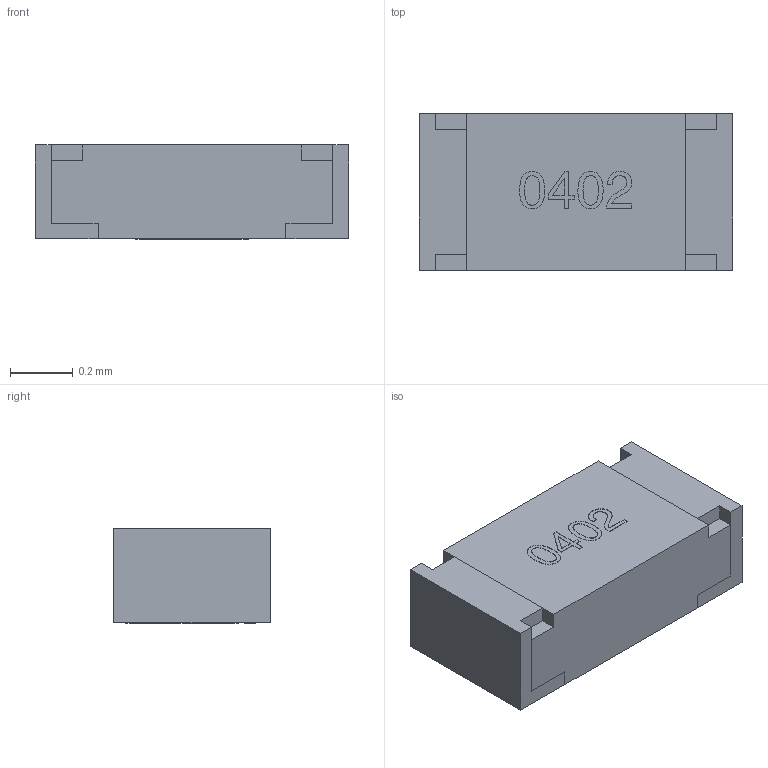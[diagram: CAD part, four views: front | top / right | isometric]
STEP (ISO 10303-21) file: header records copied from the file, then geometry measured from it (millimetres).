
FILE_DESCRIPTION (( 'STEP AP214' ), '1' );
FILE_NAME ('R 0402.STEP', '2016-07-16T07:18:01', ( 'KAI' ), ( '55kai.me' ), 'SwSTEP 2.0', 'SolidWorks 2015', '' );
FILE_SCHEMA (( 'AUTOMOTIVE_DESIGN' ));
Length unit declared in the file: millimetre
Products named in the file (3): R 0402; LOGOԲ
Assembly tree (2 placements, depth 2):
  R 0402
    R 0402
    LOGOԲ
Bounding box: 1 x 0.5 x 0.3 mm (x, y, z)
Volume: 0.1 mm3; surface area: 3 mm2
Topology: 17 solids, 17 shells, 193 faces, 456 edges, 304 vertices
Faces by surface type: plane 124, bspline 53, cylinder 16
Entity records: 9078 total; most frequent: CARTESIAN_POINT 3143, ORIENTED_EDGE 912, DIRECTION 672, EDGE_CURVE 456, LINE 318, VECTOR 318, VERTEX_POINT 304, EDGE_LOOP 212
